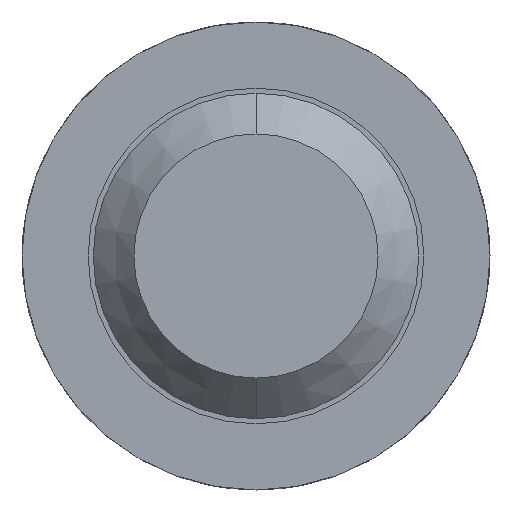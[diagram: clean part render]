
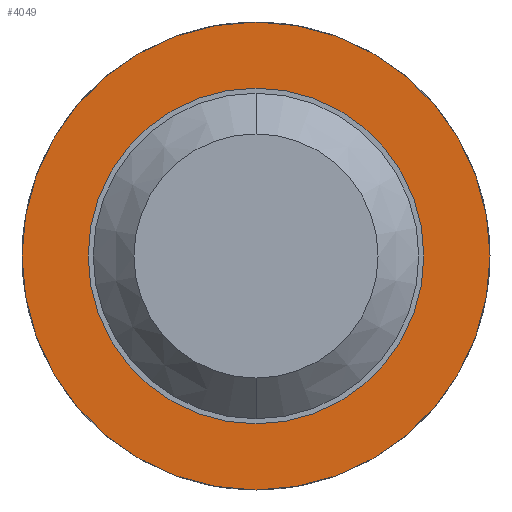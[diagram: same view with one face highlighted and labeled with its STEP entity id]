
A CAD part, front view. The second image highlights one B-rep face of the part: STEP entity #4049.
In plain terms, the highlighted planar face has unit normal (0, -1, 0).
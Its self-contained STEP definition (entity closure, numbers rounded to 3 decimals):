
#209 = FACE_OUTER_BOUND ( 'NONE', #3328, .T. ) ;
#233 = VERTEX_POINT ( 'NONE', #3258 ) ;
#321 = EDGE_CURVE ( 'Defeature ausgef�hrt4_48+Defeature ausgef�hrt4_47+Defeature ausgef�hrt4_47+Defeature ausgef�hrt4_47', #1307, #1290, #4210, .T. ) ;
#373 = CARTESIAN_POINT ( 'NONE',  ( 0., -1.5, -1.15 ) ) ;
#392 = CARTESIAN_POINT ( 'NONE',  ( 0., -1.5, 0. ) ) ;
#477 = CIRCLE ( 'NONE', #1595, 0.825 ) ;
#488 = CIRCLE ( 'NONE', #2414, 1.15 ) ;
#790 = DIRECTION ( 'NONE',  ( 0., 1., 0. ) ) ;
#871 = EDGE_CURVE ( 'Defeature ausgef�hrt4_48+Defeature ausgef�hrt4_47+Defeature ausgef�hrt4_47+Defeature ausgef�hrt4_47', #1290, #1307, #477, .T. ) ;
#893 = VERTEX_POINT ( 'NONE', #373 ) ;
#977 = CARTESIAN_POINT ( 'NONE',  ( 0., -1.5, 0. ) ) ;
#1058 = CIRCLE ( 'NONE', #1846, 1.15 ) ;
#1107 = DIRECTION ( 'NONE',  ( 0., 1., 0. ) ) ;
#1146 = CARTESIAN_POINT ( 'NONE',  ( 0.825, -1.5, 0. ) ) ;
#1290 = VERTEX_POINT ( 'NONE', #2087 ) ;
#1307 = VERTEX_POINT ( 'NONE', #4626 ) ;
#1352 = AXIS2_PLACEMENT_3D ( 'NONE', #1489, #790, #2610 ) ;
#1489 = CARTESIAN_POINT ( 'NONE',  ( 0., -1.5, 0. ) ) ;
#1595 = AXIS2_PLACEMENT_3D ( 'NONE', #392, #2960, #4372 ) ;
#1766 = CARTESIAN_POINT ( 'NONE',  ( 0., -1.5, 0. ) ) ;
#1846 = AXIS2_PLACEMENT_3D ( 'NONE', #1766, #4630, #3972 ) ;
#2061 = ORIENTED_EDGE ( 'NONE', *, *, #871, .T. ) ;
#2087 = CARTESIAN_POINT ( 'NONE',  ( 0., -1.5, -0.825 ) ) ;
#2295 = PLANE ( 'NONE',  #3403 ) ;
#2414 = AXIS2_PLACEMENT_3D ( 'NONE', #977, #4327, #2510 ) ;
#2432 = ORIENTED_EDGE ( 'NONE', *, *, #321, .T. ) ;
#2510 = DIRECTION ( 'NONE',  ( 0., 0., 1. ) ) ;
#2610 = DIRECTION ( 'NONE',  ( 0., 0., 1. ) ) ;
#2960 = DIRECTION ( 'NONE',  ( 0., 1., 0. ) ) ;
#3196 = EDGE_CURVE ( 'Defeature ausgef�hrt4_44+Defeature ausgef�hrt4_48+Defeature ausgef�hrt4_48+Defeature ausgef�hrt4_48', #893, #233, #488, .T. ) ;
#3258 = CARTESIAN_POINT ( 'NONE',  ( 0., -1.5, 1.15 ) ) ;
#3328 = EDGE_LOOP ( 'NONE', ( #3420, #4271 ) ) ;
#3403 = AXIS2_PLACEMENT_3D ( 'NONE', #1146, #1107, #3666 ) ;
#3420 = ORIENTED_EDGE ( 'NONE', *, *, #4340, .F. ) ;
#3666 = DIRECTION ( 'NONE',  ( 0., 0., 1. ) ) ;
#3685 = EDGE_LOOP ( 'NONE', ( #2432, #2061 ) ) ;
#3972 = DIRECTION ( 'NONE',  ( 0., 0., 1. ) ) ;
#4049 = ADVANCED_FACE ( 'Defeature ausgef�hrt4_48', ( #209, #4379 ), #2295, .F. ) ;
#4210 = CIRCLE ( 'NONE', #1352, 0.825 ) ;
#4271 = ORIENTED_EDGE ( 'NONE', *, *, #3196, .F. ) ;
#4327 = DIRECTION ( 'NONE',  ( 0., 1., 0. ) ) ;
#4340 = EDGE_CURVE ( 'Defeature ausgef�hrt4_44+Defeature ausgef�hrt4_48+Defeature ausgef�hrt4_48+Defeature ausgef�hrt4_48', #233, #893, #1058, .T. ) ;
#4372 = DIRECTION ( 'NONE',  ( 0., 0., 1. ) ) ;
#4379 = FACE_BOUND ( 'NONE', #3685, .T. ) ;
#4626 = CARTESIAN_POINT ( 'NONE',  ( 0., -1.5, 0.825 ) ) ;
#4630 = DIRECTION ( 'NONE',  ( 0., 1., 0. ) ) ;
